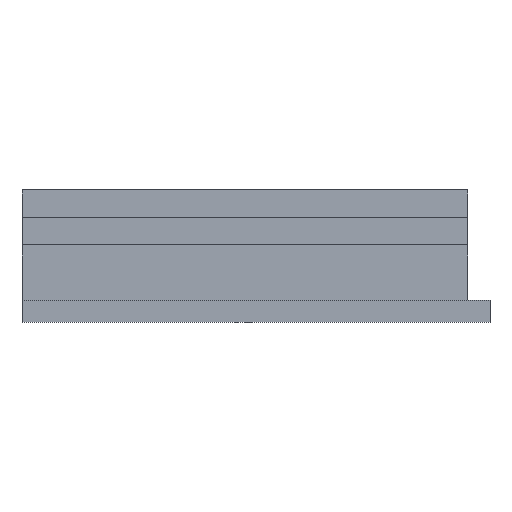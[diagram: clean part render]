
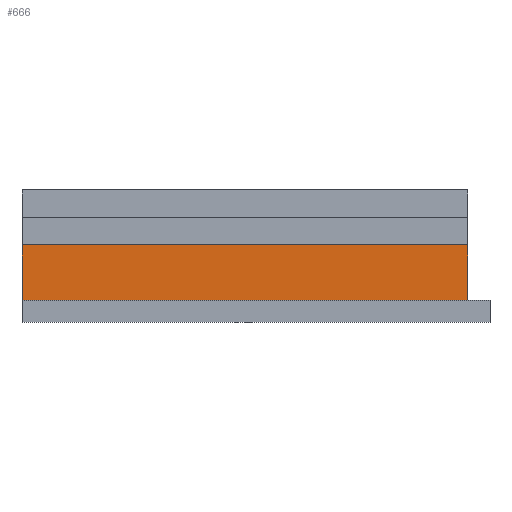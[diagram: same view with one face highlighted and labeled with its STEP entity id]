
A CAD part, front view. The second image highlights one B-rep face of the part: STEP entity #666.
In plain terms, the highlighted planar face has unit normal (0, -1, 0).
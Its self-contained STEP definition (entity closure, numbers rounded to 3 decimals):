
#71 = VERTEX_POINT('',#72);
#72 = CARTESIAN_POINT('',(0.,-162.,8.));
#78 = EDGE_CURVE('',#71,#79,#81,.T.);
#79 = VERTEX_POINT('',#80);
#80 = CARTESIAN_POINT('',(0.,-162.,28.));
#81 = LINE('',#82,#83);
#82 = CARTESIAN_POINT('',(0.,-162.,8.));
#83 = VECTOR('',#84,1.);
#84 = DIRECTION('',(0.,0.,1.));
#430 = VERTEX_POINT('',#431);
#431 = CARTESIAN_POINT('',(162.,-162.,8.));
#437 = EDGE_CURVE('',#71,#430,#438,.T.);
#438 = LINE('',#439,#440);
#439 = CARTESIAN_POINT('',(0.,-162.,8.));
#440 = VECTOR('',#441,1.);
#441 = DIRECTION('',(1.,0.,0.));
#666 = ADVANCED_FACE('',(#667),#685,.T.);
#667 = FACE_BOUND('',#668,.T.);
#668 = EDGE_LOOP('',(#669,#670,#678,#684));
#669 = ORIENTED_EDGE('',*,*,#437,.T.);
#670 = ORIENTED_EDGE('',*,*,#671,.T.);
#671 = EDGE_CURVE('',#430,#672,#674,.T.);
#672 = VERTEX_POINT('',#673);
#673 = CARTESIAN_POINT('',(162.,-162.,28.));
#674 = LINE('',#675,#676);
#675 = CARTESIAN_POINT('',(162.,-162.,8.));
#676 = VECTOR('',#677,1.);
#677 = DIRECTION('',(0.,0.,1.));
#678 = ORIENTED_EDGE('',*,*,#679,.F.);
#679 = EDGE_CURVE('',#79,#672,#680,.T.);
#680 = LINE('',#681,#682);
#681 = CARTESIAN_POINT('',(0.,-162.,28.));
#682 = VECTOR('',#683,1.);
#683 = DIRECTION('',(1.,0.,0.));
#684 = ORIENTED_EDGE('',*,*,#78,.F.);
#685 = PLANE('',#686);
#686 = AXIS2_PLACEMENT_3D('',#687,#688,#689);
#687 = CARTESIAN_POINT('',(0.,-162.,8.));
#688 = DIRECTION('',(0.,-1.,0.));
#689 = DIRECTION('',(0.,0.,1.));
